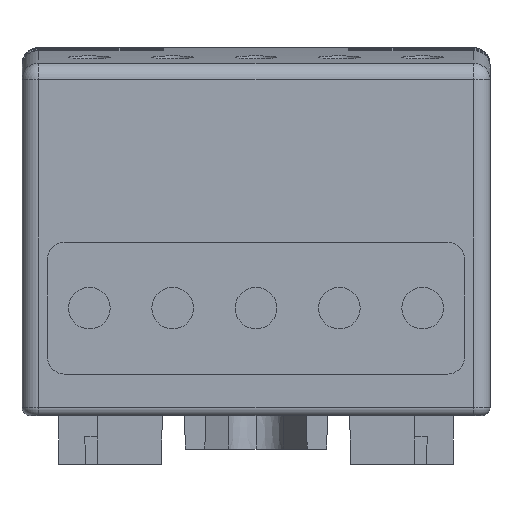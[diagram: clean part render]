
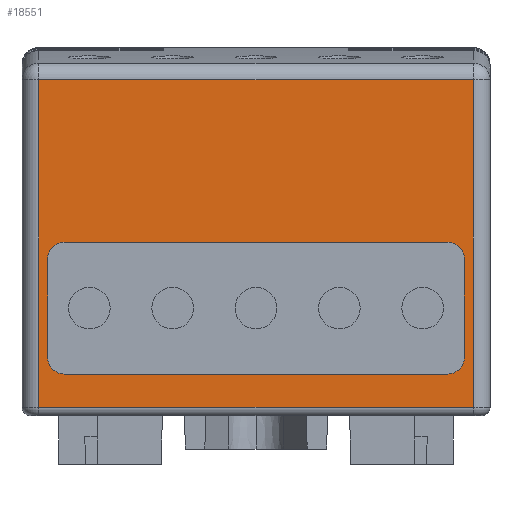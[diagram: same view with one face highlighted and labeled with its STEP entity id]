
A CAD part, front view. The second image highlights one B-rep face of the part: STEP entity #18551.
In plain terms, the highlighted planar face has unit normal (0, -1, 0).
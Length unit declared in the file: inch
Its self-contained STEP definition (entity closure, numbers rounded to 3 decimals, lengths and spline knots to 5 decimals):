
#356 = ORIENTED_EDGE ( 'NONE', *, *, #2140, .F. ) ;
#363 = EDGE_CURVE ( 'NONE', #6728, #18101, #8179, .T. ) ;
#399 = CIRCLE ( 'NONE', #3773, 0.06 ) ;
#471 = DIRECTION ( 'NONE',  ( 0., 0., 1. ) ) ;
#554 = VECTOR ( 'NONE', #1325, 39.37008 ) ;
#566 = CARTESIAN_POINT ( 'NONE',  ( -0.69, -1.25, 0.15 ) ) ;
#772 = DIRECTION ( 'NONE',  ( -1., 0., 0. ) ) ;
#778 = AXIS2_PLACEMENT_3D ( 'NONE', #5612, #15899, #7115 ) ;
#1005 = LINE ( 'NONE', #8839, #16192 ) ;
#1325 = DIRECTION ( 'NONE',  ( 1., 0., 0. ) ) ;
#1368 = DIRECTION ( 'NONE',  ( 0., 0., -1. ) ) ;
#1554 = CARTESIAN_POINT ( 'NONE',  ( 0.8425, -1.25, 1.20991 ) ) ;
#1623 = CARTESIAN_POINT ( 'NONE',  ( 0.69, -1.25, 0.21 ) ) ;
#1848 = EDGE_LOOP ( 'NONE', ( #13349, #12014, #14875, #18994, #14286, #18655, #356, #13736 ) ) ;
#2140 = EDGE_CURVE ( 'NONE', #7927, #16139, #11926, .T. ) ;
#2601 = EDGE_CURVE ( 'NONE', #8473, #16610, #4762, .T. ) ;
#2783 = CARTESIAN_POINT ( 'NONE',  ( -0.69, -1.25, 0.21 ) ) ;
#2877 = CARTESIAN_POINT ( 'NONE',  ( -0.7825, -1.25, 1.20991 ) ) ;
#2977 = VERTEX_POINT ( 'NONE', #10386 ) ;
#3072 = LINE ( 'NONE', #6398, #18242 ) ;
#3079 = DIRECTION ( 'NONE',  ( 0., 0., -1. ) ) ;
#3123 = CARTESIAN_POINT ( 'NONE',  ( -0.69, -1.25, 0.625 ) ) ;
#3569 = EDGE_CURVE ( 'NONE', #12207, #2977, #4940, .T. ) ;
#3724 = CARTESIAN_POINT ( 'NONE',  ( 0.75, -1.25, 0.565 ) ) ;
#3773 = AXIS2_PLACEMENT_3D ( 'NONE', #2783, #13116, #4287 ) ;
#4287 = DIRECTION ( 'NONE',  ( 0., 0., -1. ) ) ;
#4762 = CIRCLE ( 'NONE', #778, 0.06 ) ;
#4940 = LINE ( 'NONE', #18906, #554 ) ;
#5384 = FACE_BOUND ( 'NONE', #1848, .T. ) ;
#5417 = VECTOR ( 'NONE', #14124, 39.37008 ) ;
#5559 = CARTESIAN_POINT ( 'NONE',  ( 0.69, -1.25, 0.565 ) ) ;
#5612 = CARTESIAN_POINT ( 'NONE',  ( -0.69, -1.25, 0.565 ) ) ;
#6398 = CARTESIAN_POINT ( 'NONE',  ( -0.75, -1.25, 0.565 ) ) ;
#6426 = EDGE_CURVE ( 'NONE', #11052, #6728, #9134, .T. ) ;
#6456 = EDGE_CURVE ( 'NONE', #10658, #11052, #14672, .T. ) ;
#6728 = VERTEX_POINT ( 'NONE', #14706 ) ;
#6980 = AXIS2_PLACEMENT_3D ( 'NONE', #18073, #9325, #471 ) ;
#7058 = DIRECTION ( 'NONE',  ( 0., 0., 1. ) ) ;
#7115 = DIRECTION ( 'NONE',  ( 0., 0., -1. ) ) ;
#7638 = CARTESIAN_POINT ( 'NONE',  ( 0.75, -1.25, 0.565 ) ) ;
#7927 = VERTEX_POINT ( 'NONE', #7638 ) ;
#8179 = LINE ( 'NONE', #9467, #11169 ) ;
#8473 = VERTEX_POINT ( 'NONE', #14285 ) ;
#8775 = VECTOR ( 'NONE', #10435, 39.37008 ) ;
#8839 = CARTESIAN_POINT ( 'NONE',  ( 0.7825, -1.25, 1.26448 ) ) ;
#9017 = CARTESIAN_POINT ( 'NONE',  ( -0.75, -1.25, 0.21 ) ) ;
#9134 = LINE ( 'NONE', #13205, #13052 ) ;
#9223 = LINE ( 'NONE', #3123, #8775 ) ;
#9318 = LINE ( 'NONE', #3724, #5417 ) ;
#9325 = DIRECTION ( 'NONE',  ( 0., 1., 0. ) ) ;
#9467 = CARTESIAN_POINT ( 'NONE',  ( 0.8425, -1.25, 0.03 ) ) ;
#9542 = ORIENTED_EDGE ( 'NONE', *, *, #12494, .T. ) ;
#9609 = CARTESIAN_POINT ( 'NONE',  ( 0.7825, -1.25, 0.03 ) ) ;
#9666 = VERTEX_POINT ( 'NONE', #18121 ) ;
#9667 = EDGE_CURVE ( 'NONE', #16610, #12606, #3072, .T. ) ;
#9760 = FACE_OUTER_BOUND ( 'NONE', #12218, .T. ) ;
#9992 = ORIENTED_EDGE ( 'NONE', *, *, #363, .T. ) ;
#10386 = CARTESIAN_POINT ( 'NONE',  ( 0.69, -1.25, 0.15 ) ) ;
#10435 = DIRECTION ( 'NONE',  ( -1., 0., 0. ) ) ;
#10457 = CARTESIAN_POINT ( 'NONE',  ( 0.7825, -1.25, 1.20991 ) ) ;
#10615 = EDGE_CURVE ( 'NONE', #2977, #9666, #10619, .T. ) ;
#10619 = CIRCLE ( 'NONE', #16079, 0.06 ) ;
#10658 = VERTEX_POINT ( 'NONE', #10457 ) ;
#11052 = VERTEX_POINT ( 'NONE', #2877 ) ;
#11169 = VECTOR ( 'NONE', #18211, 39.37008 ) ;
#11180 = EDGE_CURVE ( 'NONE', #16139, #8473, #9223, .T. ) ;
#11601 = CARTESIAN_POINT ( 'NONE',  ( 0.69, -1.25, 0.625 ) ) ;
#11780 = AXIS2_PLACEMENT_3D ( 'NONE', #5559, #15845, #7058 ) ;
#11926 = CIRCLE ( 'NONE', #11780, 0.06 ) ;
#11928 = DIRECTION ( 'NONE',  ( 0., -1., 0. ) ) ;
#12014 = ORIENTED_EDGE ( 'NONE', *, *, #3569, .F. ) ;
#12207 = VERTEX_POINT ( 'NONE', #566 ) ;
#12218 = EDGE_LOOP ( 'NONE', ( #13738, #9992, #9542, #16332 ) ) ;
#12274 = EDGE_CURVE ( 'NONE', #9666, #7927, #9318, .T. ) ;
#12319 = DIRECTION ( 'NONE',  ( 0., 0., -1. ) ) ;
#12494 = EDGE_CURVE ( 'NONE', #18101, #10658, #1005, .T. ) ;
#12606 = VERTEX_POINT ( 'NONE', #9017 ) ;
#13052 = VECTOR ( 'NONE', #1368, 39.37008 ) ;
#13116 = DIRECTION ( 'NONE',  ( 0., -1., 0. ) ) ;
#13205 = CARTESIAN_POINT ( 'NONE',  ( -0.7825, -1.25, 1.26448 ) ) ;
#13349 = ORIENTED_EDGE ( 'NONE', *, *, #10615, .F. ) ;
#13736 = ORIENTED_EDGE ( 'NONE', *, *, #12274, .F. ) ;
#13738 = ORIENTED_EDGE ( 'NONE', *, *, #6426, .T. ) ;
#14124 = DIRECTION ( 'NONE',  ( 0., 0., 1. ) ) ;
#14285 = CARTESIAN_POINT ( 'NONE',  ( -0.69, -1.25, 0.625 ) ) ;
#14286 = ORIENTED_EDGE ( 'NONE', *, *, #2601, .F. ) ;
#14538 = CARTESIAN_POINT ( 'NONE',  ( -0.75, -1.25, 0.565 ) ) ;
#14631 = DIRECTION ( 'NONE',  ( 0., 0., 1. ) ) ;
#14672 = LINE ( 'NONE', #1554, #18530 ) ;
#14706 = CARTESIAN_POINT ( 'NONE',  ( -0.7825, -1.25, 0.03 ) ) ;
#14875 = ORIENTED_EDGE ( 'NONE', *, *, #16635, .F. ) ;
#15116 = PLANE ( 'NONE',  #6980 ) ;
#15845 = DIRECTION ( 'NONE',  ( 0., -1., 0. ) ) ;
#15899 = DIRECTION ( 'NONE',  ( 0., -1., 0. ) ) ;
#16079 = AXIS2_PLACEMENT_3D ( 'NONE', #1623, #11928, #3079 ) ;
#16139 = VERTEX_POINT ( 'NONE', #11601 ) ;
#16192 = VECTOR ( 'NONE', #14631, 39.37008 ) ;
#16332 = ORIENTED_EDGE ( 'NONE', *, *, #6456, .T. ) ;
#16610 = VERTEX_POINT ( 'NONE', #14538 ) ;
#16635 = EDGE_CURVE ( 'NONE', #12606, #12207, #399, .T. ) ;
#18073 = CARTESIAN_POINT ( 'NONE',  ( 0.8425, -1.25, 1.26448 ) ) ;
#18101 = VERTEX_POINT ( 'NONE', #9609 ) ;
#18121 = CARTESIAN_POINT ( 'NONE',  ( 0.75, -1.25, 0.21 ) ) ;
#18211 = DIRECTION ( 'NONE',  ( 1., 0., 0. ) ) ;
#18242 = VECTOR ( 'NONE', #12319, 39.37008 ) ;
#18530 = VECTOR ( 'NONE', #772, 39.37008 ) ;
#18551 = ADVANCED_FACE ( 'NONE', ( #9760, #5384 ), #15116, .F. ) ;
#18655 = ORIENTED_EDGE ( 'NONE', *, *, #11180, .F. ) ;
#18906 = CARTESIAN_POINT ( 'NONE',  ( -0.69, -1.25, 0.15 ) ) ;
#18994 = ORIENTED_EDGE ( 'NONE', *, *, #9667, .F. ) ;
